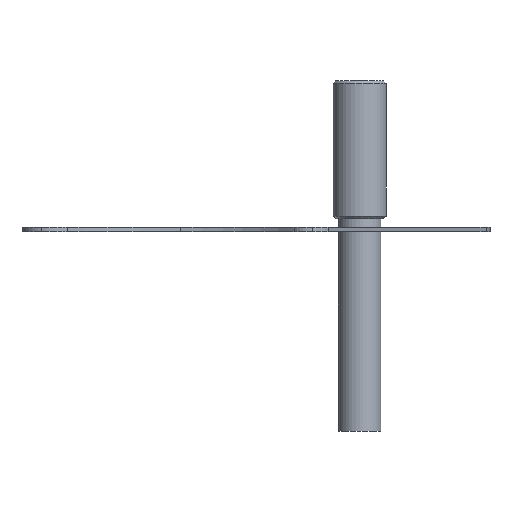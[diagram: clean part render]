
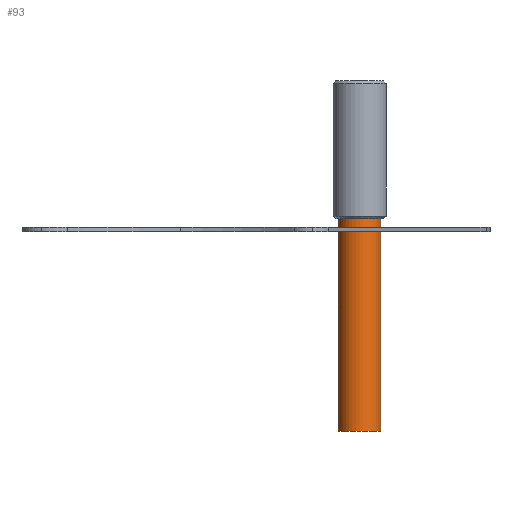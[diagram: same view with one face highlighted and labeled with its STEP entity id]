
A CAD part, front view. The second image highlights one B-rep face of the part: STEP entity #93.
In plain terms, the highlighted cylindrical face has radius 2 mm (diameter 4 mm), a partial arc.
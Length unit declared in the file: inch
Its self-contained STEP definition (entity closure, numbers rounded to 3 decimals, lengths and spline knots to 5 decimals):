
#45 = LINE ( 'NONE', #970, #1159 ) ;
#52 = DIRECTION ( 'NONE',  ( 1., 0., 0. ) ) ;
#60 = ORIENTED_EDGE ( 'NONE', *, *, #692, .F. ) ;
#82 = CARTESIAN_POINT ( 'NONE',  ( 0.66563, 0.28709, 0.03937 ) ) ;
#93 = ADVANCED_FACE ( 'NONE', ( #545 ), #372, .T. ) ;
#113 = AXIS2_PLACEMENT_3D ( 'NONE', #1167, #792, #52 ) ;
#173 = AXIS2_PLACEMENT_3D ( 'NONE', #347, #993, #798 ) ;
#280 = DIRECTION ( 'NONE',  ( -1., 0., 0. ) ) ;
#347 = CARTESIAN_POINT ( 'NONE',  ( 0.66563, 0.28709, 0.03937 ) ) ;
#357 = VERTEX_POINT ( 'NONE', #1148 ) ;
#372 = CYLINDRICAL_SURFACE ( 'NONE', #697, 0.07874 ) ;
#411 = DIRECTION ( 'NONE',  ( 0., 0., -1. ) ) ;
#545 = FACE_OUTER_BOUND ( 'NONE', #596, .T. ) ;
#548 = CARTESIAN_POINT ( 'NONE',  ( 0.74437, 0.28709, -0.74803 ) ) ;
#563 = ORIENTED_EDGE ( 'NONE', *, *, #660, .F. ) ;
#578 = VERTEX_POINT ( 'NONE', #689 ) ;
#596 = EDGE_LOOP ( 'NONE', ( #563, #60, #613, #977 ) ) ;
#601 = VECTOR ( 'NONE', #1034, 39.37008 ) ;
#613 = ORIENTED_EDGE ( 'NONE', *, *, #820, .T. ) ;
#660 = EDGE_CURVE ( 'NONE', #1043, #1110, #45, .T. ) ;
#683 = EDGE_CURVE ( 'NONE', #357, #1110, #756, .T. ) ;
#689 = CARTESIAN_POINT ( 'NONE',  ( 0.58689, 0.28709, 0.03937 ) ) ;
#692 = EDGE_CURVE ( 'NONE', #578, #1043, #1113, .T. ) ;
#697 = AXIS2_PLACEMENT_3D ( 'NONE', #82, #746, #280 ) ;
#746 = DIRECTION ( 'NONE',  ( 0., 0., -1. ) ) ;
#756 = CIRCLE ( 'NONE', #113, 0.07874 ) ;
#790 = LINE ( 'NONE', #1151, #601 ) ;
#792 = DIRECTION ( 'NONE',  ( 0., 0., 1. ) ) ;
#798 = DIRECTION ( 'NONE',  ( 1., 0., 0. ) ) ;
#820 = EDGE_CURVE ( 'NONE', #578, #357, #790, .T. ) ;
#970 = CARTESIAN_POINT ( 'NONE',  ( 0.74437, 0.28709, 0.03937 ) ) ;
#977 = ORIENTED_EDGE ( 'NONE', *, *, #683, .T. ) ;
#993 = DIRECTION ( 'NONE',  ( 0., 0., 1. ) ) ;
#1034 = DIRECTION ( 'NONE',  ( 0., 0., -1. ) ) ;
#1043 = VERTEX_POINT ( 'NONE', #1094 ) ;
#1094 = CARTESIAN_POINT ( 'NONE',  ( 0.74437, 0.28709, 0.03937 ) ) ;
#1110 = VERTEX_POINT ( 'NONE', #548 ) ;
#1113 = CIRCLE ( 'NONE', #173, 0.07874 ) ;
#1148 = CARTESIAN_POINT ( 'NONE',  ( 0.58689, 0.28709, -0.74803 ) ) ;
#1151 = CARTESIAN_POINT ( 'NONE',  ( 0.58689, 0.28709, 0.03937 ) ) ;
#1159 = VECTOR ( 'NONE', #411, 39.37008 ) ;
#1167 = CARTESIAN_POINT ( 'NONE',  ( 0.66563, 0.28709, -0.74803 ) ) ;
